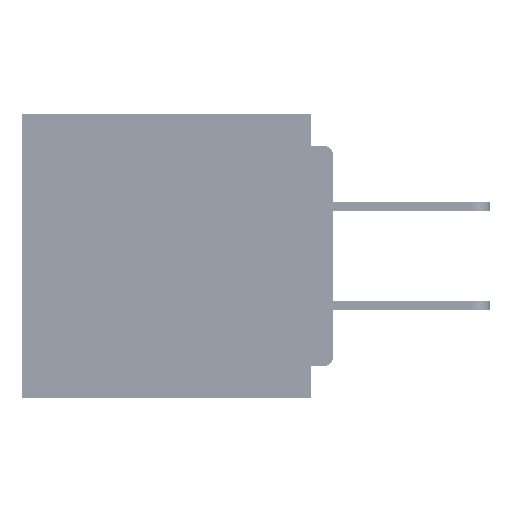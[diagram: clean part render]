
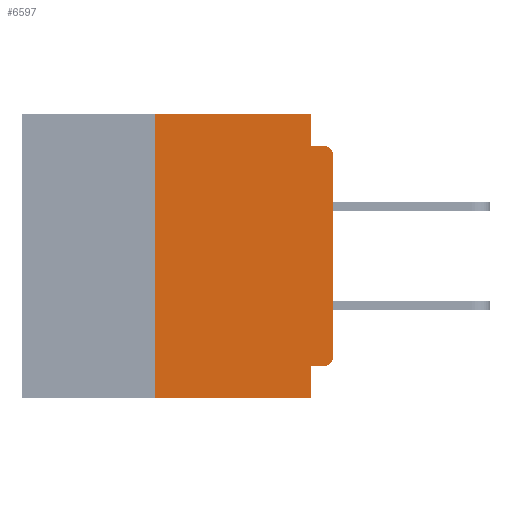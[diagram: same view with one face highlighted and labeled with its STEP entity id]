
A CAD part, left-side view. The second image highlights one B-rep face of the part: STEP entity #6597.
In plain terms, the highlighted planar face has unit normal (-1, 0, 0).
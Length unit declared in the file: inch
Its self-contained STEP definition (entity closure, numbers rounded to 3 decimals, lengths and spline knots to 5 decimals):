
#1805 = PLANE ( 'NONE',  #39098 ) ;
#1900 = DIRECTION ( 'NONE',  ( 0., 0., 1. ) ) ;
#2484 = VECTOR ( 'NONE', #42827, 39.37008 ) ;
#2749 = VERTEX_POINT ( 'NONE', #44458 ) ;
#3282 = DIRECTION ( 'NONE',  ( -1., 0., 0. ) ) ;
#3309 = CARTESIAN_POINT ( 'NONE',  ( 0., 0.015, -0.355 ) ) ;
#3997 = VERTEX_POINT ( 'NONE', #3309 ) ;
#4635 = DIRECTION ( 'NONE',  ( 0., -1., 0. ) ) ;
#4772 = CARTESIAN_POINT ( 'NONE',  ( 0., 0., -0.355 ) ) ;
#6597 = ADVANCED_FACE ( 'NONE', ( #27105 ), #1805, .F. ) ;
#7695 = AXIS2_PLACEMENT_3D ( 'NONE', #13549, #49759, #18771 ) ;
#8991 = VERTEX_POINT ( 'NONE', #54781 ) ;
#12260 = DIRECTION ( 'NONE',  ( 1., 0., 0. ) ) ;
#12490 = EDGE_CURVE ( 'NONE', #12654, #2749, #47893, .T. ) ;
#12654 = VERTEX_POINT ( 'NONE', #14870 ) ;
#13249 = ORIENTED_EDGE ( 'NONE', *, *, #17425, .T. ) ;
#13549 = CARTESIAN_POINT ( 'NONE',  ( 0., 0.015, -0.34 ) ) ;
#13903 = VECTOR ( 'NONE', #42146, 39.37008 ) ;
#14236 = EDGE_CURVE ( 'NONE', #3997, #65615, #53381, .T. ) ;
#14435 = DIRECTION ( 'NONE',  ( 0., -1., 0. ) ) ;
#14870 = CARTESIAN_POINT ( 'NONE',  ( 0., 0., -0.06 ) ) ;
#16259 = CARTESIAN_POINT ( 'NONE',  ( 0., 0., -0.34 ) ) ;
#16610 = EDGE_CURVE ( 'NONE', #3997, #63591, #59998, .T. ) ;
#17425 = EDGE_CURVE ( 'NONE', #52863, #8991, #56773, .T. ) ;
#18771 = DIRECTION ( 'NONE',  ( 0., 0., -1. ) ) ;
#20058 = VECTOR ( 'NONE', #1900, 39.37008 ) ;
#20348 = DIRECTION ( 'NONE',  ( 0., 0., -1. ) ) ;
#20661 = LINE ( 'NONE', #58130, #58681 ) ;
#21965 = DIRECTION ( 'NONE',  ( 0., 0., -1. ) ) ;
#23023 = EDGE_CURVE ( 'NONE', #32852, #65045, #65548, .T. ) ;
#23030 = ORIENTED_EDGE ( 'NONE', *, *, #39765, .F. ) ;
#23728 = AXIS2_PLACEMENT_3D ( 'NONE', #34343, #3282, #39586 ) ;
#26416 = ORIENTED_EDGE ( 'NONE', *, *, #55639, .F. ) ;
#27105 = FACE_OUTER_BOUND ( 'NONE', #45553, .T. ) ;
#32692 = EDGE_CURVE ( 'NONE', #59720, #2749, #55195, .T. ) ;
#32852 = VERTEX_POINT ( 'NONE', #38277 ) ;
#32908 = CARTESIAN_POINT ( 'NONE',  ( 0., 0.437, 0. ) ) ;
#33528 = ORIENTED_EDGE ( 'NONE', *, *, #14236, .T. ) ;
#34343 = CARTESIAN_POINT ( 'NONE',  ( 0., 0.015, -0.06 ) ) ;
#35672 = CARTESIAN_POINT ( 'NONE',  ( 0., 0.437, 0. ) ) ;
#36448 = CARTESIAN_POINT ( 'NONE',  ( 0., 0.031, 0. ) ) ;
#37054 = LINE ( 'NONE', #48385, #20058 ) ;
#38277 = CARTESIAN_POINT ( 'NONE',  ( 0., 0.25, 0. ) ) ;
#39098 = AXIS2_PLACEMENT_3D ( 'NONE', #32908, #12260, #48515 ) ;
#39586 = DIRECTION ( 'NONE',  ( 0., 0., -1. ) ) ;
#39765 = EDGE_CURVE ( 'NONE', #63591, #8991, #20661, .T. ) ;
#41319 = VECTOR ( 'NONE', #4635, 39.37008 ) ;
#41418 = VECTOR ( 'NONE', #14435, 39.37008 ) ;
#42146 = DIRECTION ( 'NONE',  ( 0., -1., 0. ) ) ;
#42447 = ORIENTED_EDGE ( 'NONE', *, *, #12490, .T. ) ;
#42827 = DIRECTION ( 'NONE',  ( 0., 0., 1. ) ) ;
#42893 = ORIENTED_EDGE ( 'NONE', *, *, #65724, .T. ) ;
#43833 = VECTOR ( 'NONE', #20348, 39.37008 ) ;
#43882 = LINE ( 'NONE', #52961, #2484 ) ;
#44458 = CARTESIAN_POINT ( 'NONE',  ( 0., 0.015, -0.045 ) ) ;
#44734 = CARTESIAN_POINT ( 'NONE',  ( 0., 0.031, -0.045 ) ) ;
#45553 = EDGE_LOOP ( 'NONE', ( #42893, #42447, #53990, #26416, #59010, #60982, #13249, #23030, #53989, #33528 ) ) ;
#46298 = VECTOR ( 'NONE', #51650, 39.37008 ) ;
#47364 = CARTESIAN_POINT ( 'NONE',  ( 0., 0., -0.045 ) ) ;
#47893 = CIRCLE ( 'NONE', #23728, 0.015 ) ;
#48385 = CARTESIAN_POINT ( 'NONE',  ( 0., 0., 0. ) ) ;
#48515 = DIRECTION ( 'NONE',  ( 0., 0., -1. ) ) ;
#49759 = DIRECTION ( 'NONE',  ( -1., 0., 0. ) ) ;
#51344 = CARTESIAN_POINT ( 'NONE',  ( 0., 0.031, 0. ) ) ;
#51650 = DIRECTION ( 'NONE',  ( 0., 1., 0. ) ) ;
#52863 = VERTEX_POINT ( 'NONE', #57824 ) ;
#52961 = CARTESIAN_POINT ( 'NONE',  ( 0., 0.25, -0.4 ) ) ;
#53111 = CARTESIAN_POINT ( 'NONE',  ( 0., 0.437, -0.4 ) ) ;
#53381 = CIRCLE ( 'NONE', #7695, 0.015 ) ;
#53989 = ORIENTED_EDGE ( 'NONE', *, *, #16610, .F. ) ;
#53990 = ORIENTED_EDGE ( 'NONE', *, *, #32692, .F. ) ;
#54526 = CARTESIAN_POINT ( 'NONE',  ( 0., 0.031, -0.355 ) ) ;
#54781 = CARTESIAN_POINT ( 'NONE',  ( 0., 0.031, -0.4 ) ) ;
#55195 = LINE ( 'NONE', #47364, #13903 ) ;
#55639 = EDGE_CURVE ( 'NONE', #65045, #59720, #57554, .T. ) ;
#56773 = LINE ( 'NONE', #53111, #41418 ) ;
#57554 = LINE ( 'NONE', #51344, #43833 ) ;
#57824 = CARTESIAN_POINT ( 'NONE',  ( 0., 0.25, -0.4 ) ) ;
#58130 = CARTESIAN_POINT ( 'NONE',  ( 0., 0.031, -0.4 ) ) ;
#58681 = VECTOR ( 'NONE', #21965, 39.37008 ) ;
#59010 = ORIENTED_EDGE ( 'NONE', *, *, #23023, .F. ) ;
#59720 = VERTEX_POINT ( 'NONE', #44734 ) ;
#59998 = LINE ( 'NONE', #4772, #46298 ) ;
#60982 = ORIENTED_EDGE ( 'NONE', *, *, #61386, .F. ) ;
#61386 = EDGE_CURVE ( 'NONE', #52863, #32852, #43882, .T. ) ;
#63591 = VERTEX_POINT ( 'NONE', #54526 ) ;
#65045 = VERTEX_POINT ( 'NONE', #36448 ) ;
#65548 = LINE ( 'NONE', #35672, #41319 ) ;
#65615 = VERTEX_POINT ( 'NONE', #16259 ) ;
#65724 = EDGE_CURVE ( 'NONE', #65615, #12654, #37054, .T. ) ;
